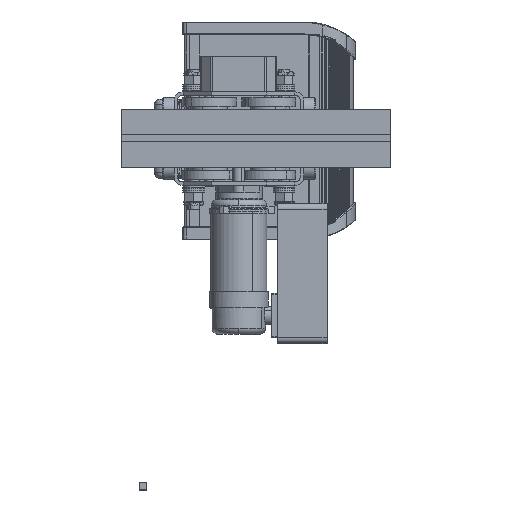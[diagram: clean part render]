
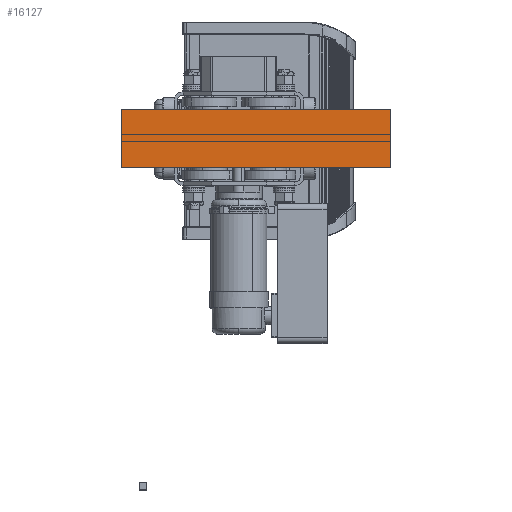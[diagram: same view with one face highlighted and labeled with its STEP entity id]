
A CAD part, top view. The second image highlights one B-rep face of the part: STEP entity #16127.
In plain terms, the highlighted planar face has unit normal (0, 0, 1).
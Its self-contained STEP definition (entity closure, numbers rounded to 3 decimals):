
#13890=EDGE_CURVE('',#16928,#19469,#28652,.T.);
#16127=ADVANCED_FACE('',(#31621),#31622,.T.);
#16928=VERTEX_POINT('',#32804);
#19469=VERTEX_POINT('',#37977);
#28652=LINE('',#61305,#61306);
#31621=FACE_OUTER_BOUND('',#69443,.T.);
#31622=PLANE('',#69444);
#32804=CARTESIAN_POINT('',(231.0,50.0,133.33));
#37977=CARTESIAN_POINT('',(231.0,-50.,133.33));
#61305=CARTESIAN_POINT('',(231.0,50.0,133.33));
#61306=VECTOR('',#92547,1.0);
#69443=EDGE_LOOP('',(#99120,#99121,#99122,#99123));
#69444=AXIS2_PLACEMENT_3D('',#99124,#99125,#99126);
#92547=DIRECTION('',(0.0,-1.0,0.0));
#99120=ORIENTED_EDGE('',*,*,#107182,.T.);
#99121=ORIENTED_EDGE('',*,*,#107187,.F.);
#99122=ORIENTED_EDGE('',*,*,#13890,.F.);
#99123=ORIENTED_EDGE('',*,*,#106191,.T.);
#99124=CARTESIAN_POINT('',(231.0,0.,133.33));
#99125=DIRECTION('',(0.0,0.0,1.0));
#99126=DIRECTION('',(-0.0,1.0,-0.0));
#106191=EDGE_CURVE('',#16928,#116942,#116944,.T.);
#107182=EDGE_CURVE('',#116942,#118019,#118021,.T.);
#107187=EDGE_CURVE('',#19469,#118019,#118027,.T.);
#116942=VERTEX_POINT('',#135579);
#116944=LINE('',#135582,#135583);
#118019=VERTEX_POINT('',#137330);
#118021=LINE('',#137333,#137334);
#118027=LINE('',#137342,#137343);
#135579=CARTESIAN_POINT('',(-231.0,50.0,133.33));
#135582=CARTESIAN_POINT('',(231.0,50.0,133.33));
#135583=VECTOR('',#145689,1.0);
#137330=CARTESIAN_POINT('',(-231.0,-50.,133.33));
#137333=CARTESIAN_POINT('',(-231.0,50.0,133.33));
#137334=VECTOR('',#146465,1.0);
#137342=CARTESIAN_POINT('',(231.0,-50.,133.33));
#137343=VECTOR('',#146471,1.0);
#145689=DIRECTION('',(-1.0,0.0,0.0));
#146465=DIRECTION('',(0.0,-1.0,0.0));
#146471=DIRECTION('',(-1.0,0.0,0.0));
